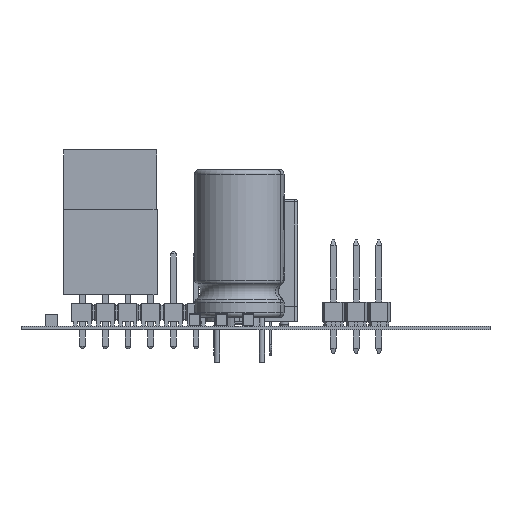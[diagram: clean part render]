
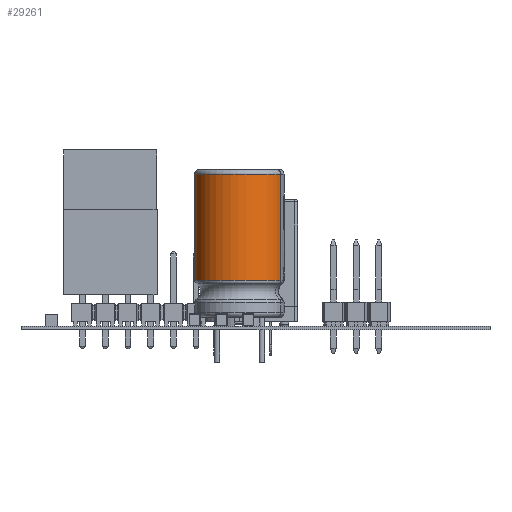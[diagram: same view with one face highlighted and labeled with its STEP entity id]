
A CAD part, front view. The second image highlights one B-rep face of the part: STEP entity #29261.
In plain terms, the highlighted cylindrical face has radius 5 mm (diameter 10 mm), a partial arc.
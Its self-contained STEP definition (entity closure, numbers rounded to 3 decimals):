
#29014 = VERTEX_POINT('',#29015);
#29015 = CARTESIAN_POINT('',(-4.619,-1.913,
    5.143));
#29022 = EDGE_CURVE('',#29023,#29014,#29025,.T.);
#29023 = VERTEX_POINT('',#29024);
#29024 = CARTESIAN_POINT('',(-4.619,-1.913,17.));
#29025 = LINE('',#29026,#29027);
#29026 = CARTESIAN_POINT('',(-4.619,-1.913,17.));
#29027 = VECTOR('',#29028,1.);
#29028 = DIRECTION('',(0.,0.,-1.));
#29242 = VERTEX_POINT('',#29243);
#29243 = CARTESIAN_POINT('',(-4.619,1.913,
    5.143));
#29250 = EDGE_CURVE('',#29014,#29242,#29251,.T.);
#29251 = CIRCLE('',#29252,5.);
#29252 = AXIS2_PLACEMENT_3D('',#29253,#29254,#29255);
#29253 = CARTESIAN_POINT('',(0.,0.,
    5.143));
#29254 = DIRECTION('',(0.,0.,1.));
#29255 = DIRECTION('',(-0.924,-0.383,
    0.));
#29261 = ADVANCED_FACE('',(#29262),#29281,.T.);
#29262 = FACE_BOUND('',#29263,.T.);
#29263 = EDGE_LOOP('',(#29264,#29265,#29266,#29274));
#29264 = ORIENTED_EDGE('',*,*,#29022,.T.);
#29265 = ORIENTED_EDGE('',*,*,#29250,.T.);
#29266 = ORIENTED_EDGE('',*,*,#29267,.F.);
#29267 = EDGE_CURVE('',#29268,#29242,#29270,.T.);
#29268 = VERTEX_POINT('',#29269);
#29269 = CARTESIAN_POINT('',(-4.619,1.913,17.));
#29270 = LINE('',#29271,#29272);
#29271 = CARTESIAN_POINT('',(-4.619,1.913,17.));
#29272 = VECTOR('',#29273,1.);
#29273 = DIRECTION('',(0.,0.,-1.));
#29274 = ORIENTED_EDGE('',*,*,#29275,.F.);
#29275 = EDGE_CURVE('',#29023,#29268,#29276,.T.);
#29276 = CIRCLE('',#29277,5.);
#29277 = AXIS2_PLACEMENT_3D('',#29278,#29279,#29280);
#29278 = CARTESIAN_POINT('',(0.,0.,17.
    ));
#29279 = DIRECTION('',(0.,0.,1.));
#29280 = DIRECTION('',(-0.924,-0.383,
    0.));
#29281 = CYLINDRICAL_SURFACE('',#29282,5.);
#29282 = AXIS2_PLACEMENT_3D('',#29283,#29284,#29285);
#29283 = CARTESIAN_POINT('',(0.,0.,
    11.071));
#29284 = DIRECTION('',(0.,0.,1.));
#29285 = DIRECTION('',(1.,0.,0.));
